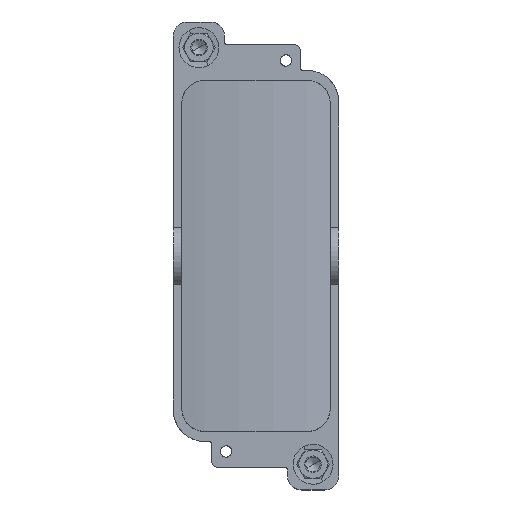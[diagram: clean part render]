
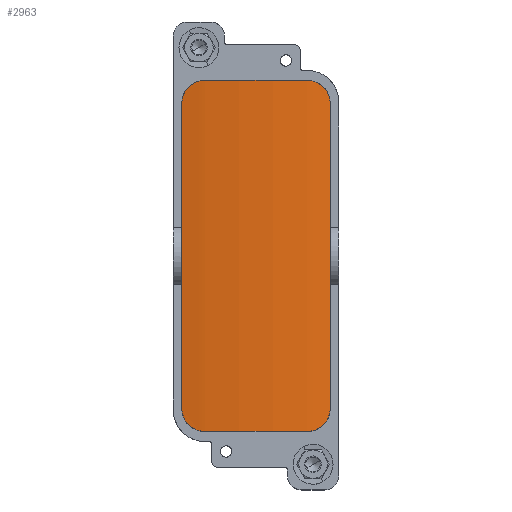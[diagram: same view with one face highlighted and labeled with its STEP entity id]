
A CAD part, top view. The second image highlights one B-rep face of the part: STEP entity #2963.
In plain terms, the highlighted cylindrical face has radius 150 mm (diameter 300 mm), a partial arc.
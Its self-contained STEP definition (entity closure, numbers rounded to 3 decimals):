
#2883=AXIS2_PLACEMENT_3D('Cylinder Axis2P3D',#2880,#2881,#2882) ;
#2906=AXIS2_PLACEMENT_3D('Circle Axis2P3D',#2904,#2905,$) ;
#2940=AXIS2_PLACEMENT_3D('Circle Axis2P3D',#2938,#2939,$) ;
#2880=CARTESIAN_POINT('Axis2P3D Location',(29.,82.,-108.5)) ;
#2885=CARTESIAN_POINT('Line Origine',(55.,82.,39.229)) ;
#2889=CARTESIAN_POINT('Vertex',(55.,135.5,39.229)) ;
#2891=CARTESIAN_POINT('Vertex',(55.,28.5,39.229)) ;
#2895=CARTESIAN_POINT('Control Point',(55.,135.5,39.229)) ;
#2896=CARTESIAN_POINT('Control Point',(55.,138.026,39.229)) ;
#2897=CARTESIAN_POINT('Control Point',(54.002,140.557,39.405)) ;
#2898=CARTESIAN_POINT('Control Point',(52.008,142.519,39.758)) ;
#2899=CARTESIAN_POINT('Control Point',(49.508,143.5,40.113)) ;
#2900=CARTESIAN_POINT('Control Point',(47.,143.5,40.416)) ;
#2901=CARTESIAN_POINT('Vertex',(47.,143.5,40.416)) ;
#2904=CARTESIAN_POINT('Axis2P3D Location',(29.,143.5,-108.5)) ;
#2908=CARTESIAN_POINT('Vertex',(11.,143.5,40.416)) ;
#2912=CARTESIAN_POINT('Control Point',(3.,135.5,39.229)) ;
#2913=CARTESIAN_POINT('Control Point',(3.,138.026,39.229)) ;
#2914=CARTESIAN_POINT('Control Point',(3.998,140.557,39.405)) ;
#2915=CARTESIAN_POINT('Control Point',(5.992,142.519,39.758)) ;
#2916=CARTESIAN_POINT('Control Point',(8.492,143.5,40.113)) ;
#2917=CARTESIAN_POINT('Control Point',(11.,143.5,40.416)) ;
#2918=CARTESIAN_POINT('Vertex',(3.,135.5,39.229)) ;
#2921=CARTESIAN_POINT('Line Origine',(3.,82.,39.229)) ;
#2925=CARTESIAN_POINT('Vertex',(3.,28.5,39.229)) ;
#2929=CARTESIAN_POINT('Control Point',(3.,28.5,39.229)) ;
#2930=CARTESIAN_POINT('Control Point',(3.,25.974,39.229)) ;
#2931=CARTESIAN_POINT('Control Point',(3.998,23.443,39.405)) ;
#2932=CARTESIAN_POINT('Control Point',(5.992,21.481,39.758)) ;
#2933=CARTESIAN_POINT('Control Point',(8.492,20.5,40.113)) ;
#2934=CARTESIAN_POINT('Control Point',(11.,20.5,40.416)) ;
#2935=CARTESIAN_POINT('Vertex',(11.,20.5,40.416)) ;
#2938=CARTESIAN_POINT('Axis2P3D Location',(29.,20.5,-108.5)) ;
#2942=CARTESIAN_POINT('Vertex',(47.,20.5,40.416)) ;
#2946=CARTESIAN_POINT('Control Point',(55.,28.5,39.229)) ;
#2947=CARTESIAN_POINT('Control Point',(55.,25.974,39.229)) ;
#2948=CARTESIAN_POINT('Control Point',(54.002,23.443,39.405)) ;
#2949=CARTESIAN_POINT('Control Point',(52.008,21.481,39.758)) ;
#2950=CARTESIAN_POINT('Control Point',(49.508,20.5,40.113)) ;
#2951=CARTESIAN_POINT('Control Point',(47.,20.5,40.416)) ;
#2881=DIRECTION('Axis2P3D Direction',(0.,-1.,0.)) ;
#2882=DIRECTION('Axis2P3D XDirection',(0.173,0.,0.985)) ;
#2886=DIRECTION('Vector Direction',(0.,-1.,0.)) ;
#2905=DIRECTION('Axis2P3D Direction',(0.,-1.,0.)) ;
#2922=DIRECTION('Vector Direction',(0.,-1.,0.)) ;
#2939=DIRECTION('Axis2P3D Direction',(0.,-1.,0.)) ;
#2887=VECTOR('Line Direction',#2886,1.) ;
#2923=VECTOR('Line Direction',#2922,1.) ;
#2954=ORIENTED_EDGE('',*,*,#2893,.F.) ;
#2955=ORIENTED_EDGE('',*,*,#2903,.F.) ;
#2956=ORIENTED_EDGE('',*,*,#2910,.T.) ;
#2957=ORIENTED_EDGE('',*,*,#2920,.F.) ;
#2958=ORIENTED_EDGE('',*,*,#2927,.T.) ;
#2959=ORIENTED_EDGE('',*,*,#2937,.F.) ;
#2960=ORIENTED_EDGE('',*,*,#2944,.F.) ;
#2961=ORIENTED_EDGE('',*,*,#2952,.F.) ;
#2963=ADVANCED_FACE('Hauptk\X2\00F6\X0\rper',(#2962),#2884,.T.) ;
#2894=B_SPLINE_CURVE_WITH_KNOTS('',5,(#2895,#2896,#2897,#2898,#2899,#2900),.UNSPECIFIED.,.F.,.U.,(6,6),(0.,17.864),.UNSPECIFIED.) ;
#2911=B_SPLINE_CURVE_WITH_KNOTS('',5,(#2912,#2913,#2914,#2915,#2916,#2917),.UNSPECIFIED.,.F.,.U.,(6,6),(0.,17.864),.UNSPECIFIED.) ;
#2928=B_SPLINE_CURVE_WITH_KNOTS('',5,(#2929,#2930,#2931,#2932,#2933,#2934),.UNSPECIFIED.,.F.,.U.,(6,6),(0.,17.864),.UNSPECIFIED.) ;
#2945=B_SPLINE_CURVE_WITH_KNOTS('',5,(#2946,#2947,#2948,#2949,#2950,#2951),.UNSPECIFIED.,.F.,.U.,(6,6),(0.,17.864),.UNSPECIFIED.) ;
#2907=CIRCLE('generated circle',#2906,150.) ;
#2941=CIRCLE('generated circle',#2940,150.) ;
#2884=CYLINDRICAL_SURFACE('generated cylinder',#2883,150.) ;
#2893=EDGE_CURVE('',#2890,#2892,#2888,.T.) ;
#2903=EDGE_CURVE('',#2902,#2890,#2894,.F.) ;
#2910=EDGE_CURVE('',#2902,#2909,#2907,.T.) ;
#2920=EDGE_CURVE('',#2919,#2909,#2911,.T.) ;
#2927=EDGE_CURVE('',#2919,#2926,#2924,.T.) ;
#2937=EDGE_CURVE('',#2936,#2926,#2928,.F.) ;
#2944=EDGE_CURVE('',#2943,#2936,#2941,.T.) ;
#2952=EDGE_CURVE('',#2892,#2943,#2945,.T.) ;
#2953=EDGE_LOOP('',(#2954,#2955,#2956,#2957,#2958,#2959,#2960,#2961)) ;
#2962=FACE_OUTER_BOUND('',#2953,.T.) ;
#2888=LINE('Line',#2885,#2887) ;
#2924=LINE('Line',#2921,#2923) ;
#2890=VERTEX_POINT('',#2889) ;
#2892=VERTEX_POINT('',#2891) ;
#2902=VERTEX_POINT('',#2901) ;
#2909=VERTEX_POINT('',#2908) ;
#2919=VERTEX_POINT('',#2918) ;
#2926=VERTEX_POINT('',#2925) ;
#2936=VERTEX_POINT('',#2935) ;
#2943=VERTEX_POINT('',#2942) ;
